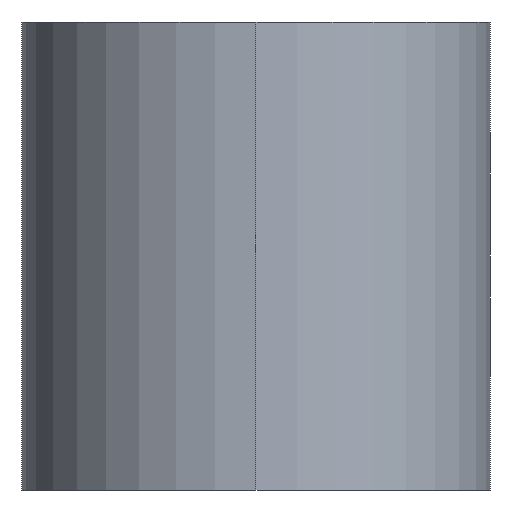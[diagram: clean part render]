
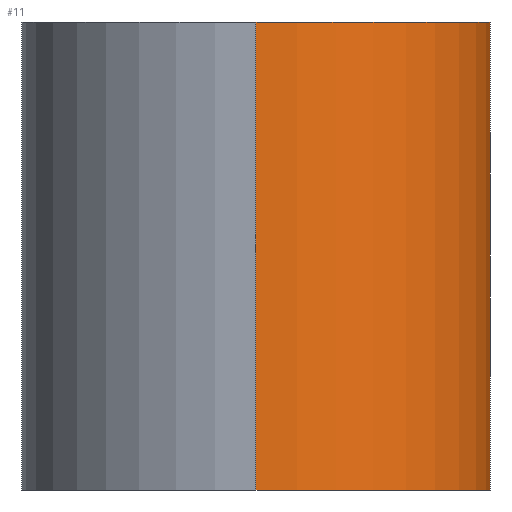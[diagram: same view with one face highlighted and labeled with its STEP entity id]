
A CAD part, left-side view. The second image highlights one B-rep face of the part: STEP entity #11.
In plain terms, the highlighted cylindrical face has radius 6 mm (diameter 12 mm), a partial arc.
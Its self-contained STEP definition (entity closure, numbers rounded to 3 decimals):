
#11 = ADVANCED_FACE ( 'NONE', ( #192 ), #206, .T. ) ;
#19 = CIRCLE ( 'NONE', #240, 6. ) ;
#20 = CIRCLE ( 'NONE', #183, 6. ) ;
#23 = EDGE_CURVE ( 'NONE', #298, #321, #19, .T. ) ;
#32 = EDGE_CURVE ( 'NONE', #468, #345, #20, .T. ) ;
#38 = EDGE_CURVE ( 'NONE', #298, #468, #531, .T. ) ;
#72 = EDGE_CURVE ( 'NONE', #321, #345, #432, .T. ) ;
#164 = CARTESIAN_POINT ( 'NONE',  ( 0., -6., 0. ) ) ;
#169 = CARTESIAN_POINT ( 'NONE',  ( 0., -6., 12. ) ) ;
#171 = CARTESIAN_POINT ( 'NONE',  ( -6., 0., 12. ) ) ;
#183 = AXIS2_PLACEMENT_3D ( 'NONE', #426, #521, #510 ) ;
#189 = VECTOR ( 'NONE', #522, 1000. ) ;
#192 = FACE_OUTER_BOUND ( 'NONE', #386, .T. ) ;
#206 = CYLINDRICAL_SURFACE ( 'NONE', #212, 6. ) ;
#210 = VECTOR ( 'NONE', #428, 1000. ) ;
#212 = AXIS2_PLACEMENT_3D ( 'NONE', #287, #389, #391 ) ;
#240 = AXIS2_PLACEMENT_3D ( 'NONE', #328, #325, #327 ) ;
#270 = CARTESIAN_POINT ( 'NONE',  ( -6., 0., 0. ) ) ;
#287 = CARTESIAN_POINT ( 'NONE',  ( 0., 0., 12. ) ) ;
#298 = VERTEX_POINT ( 'NONE', #171 ) ;
#321 = VERTEX_POINT ( 'NONE', #169 ) ;
#325 = DIRECTION ( 'NONE',  ( 0., 0., 1. ) ) ;
#327 = DIRECTION ( 'NONE',  ( 1., 0., 0. ) ) ;
#328 = CARTESIAN_POINT ( 'NONE',  ( 0., 0., 12. ) ) ;
#345 = VERTEX_POINT ( 'NONE', #164 ) ;
#386 = EDGE_LOOP ( 'NONE', ( #456, #439, #499, #506 ) ) ;
#389 = DIRECTION ( 'NONE',  ( 0., 0., -1. ) ) ;
#391 = DIRECTION ( 'NONE',  ( -1., 0., 0. ) ) ;
#425 = CARTESIAN_POINT ( 'NONE',  ( 0., -6., 12. ) ) ;
#426 = CARTESIAN_POINT ( 'NONE',  ( 0., 0., 0. ) ) ;
#428 = DIRECTION ( 'NONE',  ( 0., 0., -1. ) ) ;
#432 = LINE ( 'NONE', #425, #210 ) ;
#439 = ORIENTED_EDGE ( 'NONE', *, *, #38, .T. ) ;
#456 = ORIENTED_EDGE ( 'NONE', *, *, #23, .F. ) ;
#468 = VERTEX_POINT ( 'NONE', #270 ) ;
#487 = CARTESIAN_POINT ( 'NONE',  ( -6., 0., 12. ) ) ;
#499 = ORIENTED_EDGE ( 'NONE', *, *, #32, .T. ) ;
#506 = ORIENTED_EDGE ( 'NONE', *, *, #72, .F. ) ;
#510 = DIRECTION ( 'NONE',  ( 1., 0., 0. ) ) ;
#521 = DIRECTION ( 'NONE',  ( 0., 0., 1. ) ) ;
#522 = DIRECTION ( 'NONE',  ( 0., 0., -1. ) ) ;
#531 = LINE ( 'NONE', #487, #189 ) ;
